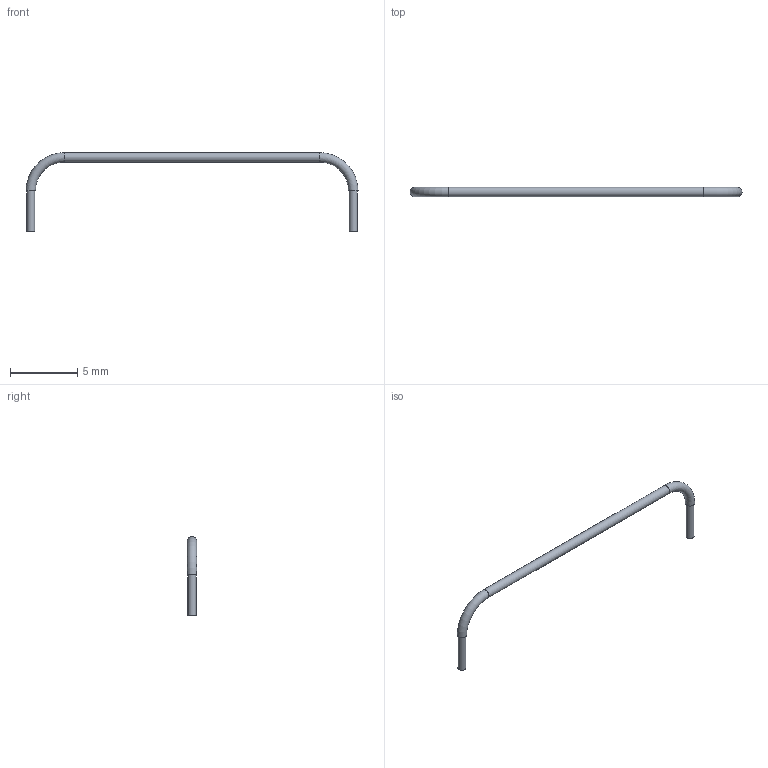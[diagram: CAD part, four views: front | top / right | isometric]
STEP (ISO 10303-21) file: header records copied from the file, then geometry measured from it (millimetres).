
FILE_DESCRIPTION(('FreeCAD Model'),'2;1');
FILE_NAME('Open CASCADE Shape Model','2023-03-14T22:05:34',('Author'),( ''),'Open CASCADE STEP processor 7.6','FreeCAD','Unknown');
FILE_SCHEMA(('AUTOMOTIVE_DESIGN { 1 0 10303 214 1 1 1 1 }'));
Length unit declared in the file: millimetre
Products named in the file (3): Generic_jumpers; isolation; wire
Assembly tree (2 placements, depth 2):
  Generic_jumpers
    isolation
    wire
Bounding box: 24.7 x 0.7 x 5.85 mm (x, y, z)
Volume: 12 mm3; surface area: 172.4 mm2
Topology: 2 solids, 2 shells, 15 faces, 25 edges, 14 vertices
Faces by surface type: torus 6, cylinder 5, plane 4
Full cylindrical faces by diameter (mm): 0.6 x4, 0.7 x1
Entity records: 751 total; most frequent: DIRECTION 131, CARTESIAN_POINT 107, ORIENTED_EDGE 50, PCURVE 50, DEFINITIONAL_REPRESENTATION 50, LINE 49, VECTOR 49, AXIS2_PLACEMENT_3D 38
